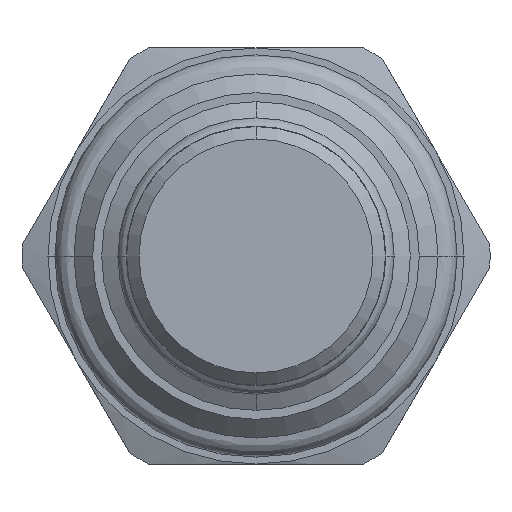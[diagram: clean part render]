
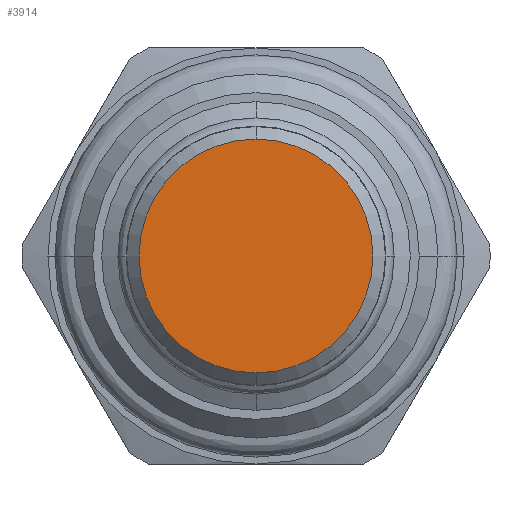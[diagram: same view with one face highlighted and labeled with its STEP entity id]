
A CAD part, front view. The second image highlights one B-rep face of the part: STEP entity #3914.
In plain terms, the highlighted planar face has unit normal (0, -1, 0).
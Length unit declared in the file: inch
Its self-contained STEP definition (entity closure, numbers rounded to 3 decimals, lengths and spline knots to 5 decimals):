
#1226=CARTESIAN_POINT('',(0.,-1.253,0.));
#1227=DIRECTION('',(0.,1.,0.));
#1228=DIRECTION('',(0.,0.,1.));
#1229=AXIS2_PLACEMENT_3D('',#1226,#1227,#1228);
#1244=CARTESIAN_POINT('',(0.,-1.253,0.));
#1245=DIRECTION('',(0.,1.,0.));
#1246=DIRECTION('',(0.,0.,-1.));
#1247=AXIS2_PLACEMENT_3D('',#1244,#1245,#1246);
#1893=CARTESIAN_POINT('',(0.,-1.253,-0.281));
#1894=CARTESIAN_POINT('',(0.,-1.253,0.281));
#1895=VERTEX_POINT('',#1893);
#1896=VERTEX_POINT('',#1894);
#3904=CARTESIAN_POINT('',(0.,-1.253,0.));
#3905=DIRECTION('',(0.,-1.,0.));
#3906=DIRECTION('',(0.,0.,-1.));
#3907=AXIS2_PLACEMENT_3D('',#3904,#3905,#3906);
#3908=PLANE('',#3907);
#3909=ORIENTED_EDGE('',*,*,#3894,.T.);
#3911=ORIENTED_EDGE('',*,*,#3910,.T.);
#3912=EDGE_LOOP('',(#3909,#3911));
#3913=FACE_OUTER_BOUND('',#3912,.F.);
#3914=ADVANCED_FACE('',(#3913),#3908,.T.);
#1230=CIRCLE('',#1229,0.281);
#1248=CIRCLE('',#1247,0.281);
#3894=EDGE_CURVE('',#1896,#1895,#1230,.T.);
#3910=EDGE_CURVE('',#1895,#1896,#1248,.T.);
